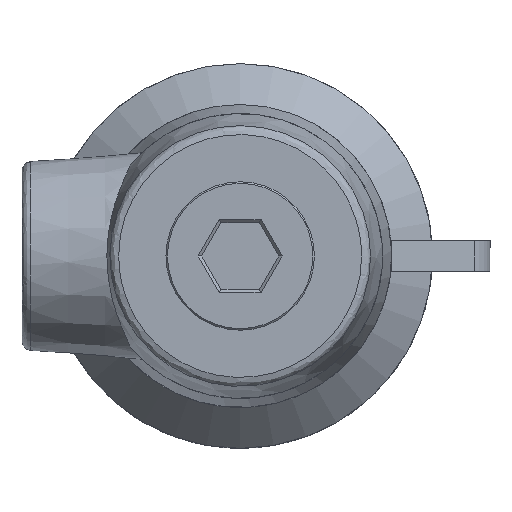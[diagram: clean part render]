
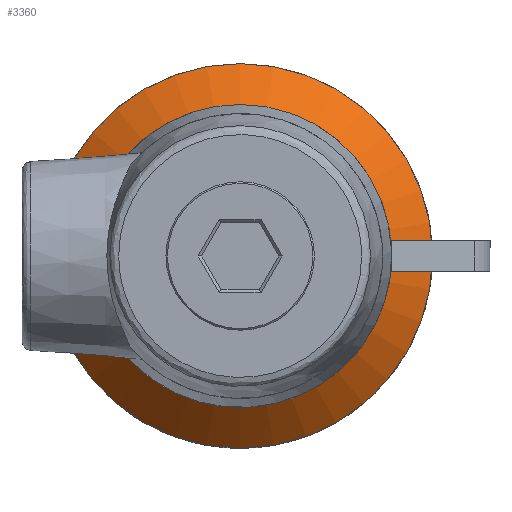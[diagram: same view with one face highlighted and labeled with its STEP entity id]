
A CAD part, left-side view. The second image highlights one B-rep face of the part: STEP entity #3360.
In plain terms, the highlighted conical face has half-angle 45 degrees and reference radius 63.5 mm.
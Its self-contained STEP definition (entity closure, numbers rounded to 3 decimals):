
#279 = CARTESIAN_POINT ( 'NONE',  ( 76.033, -63.5, 0. ) ) ;
#374 = VERTEX_POINT ( 'NONE', #279 ) ;
#412 = ORIENTED_EDGE ( 'NONE', *, *, #987, .F. ) ;
#826 = CARTESIAN_POINT ( 'NONE',  ( 62.533, 0., 50. ) ) ;
#987 = EDGE_CURVE ( 'NONE', #6639, #6639, #4877, .T. ) ;
#1612 = DIRECTION ( 'NONE',  ( 0., 0., -1. ) ) ;
#1859 = DIRECTION ( 'NONE',  ( 0., 0., 1. ) ) ;
#2335 = CARTESIAN_POINT ( 'NONE',  ( 62.533, 0., 0. ) ) ;
#2499 = CARTESIAN_POINT ( 'NONE',  ( 76.033, 0., 0. ) ) ;
#2847 = EDGE_LOOP ( 'NONE', ( #412 ) ) ;
#3180 = AXIS2_PLACEMENT_3D ( 'NONE', #7162, #3382, #1612 ) ;
#3308 = ORIENTED_EDGE ( 'NONE', *, *, #6215, .T. ) ;
#3360 = ADVANCED_FACE ( 'NONE', ( #5859, #4218 ), #5288, .T. ) ;
#3382 = DIRECTION ( 'NONE',  ( 1., 0., 0. ) ) ;
#3956 = CIRCLE ( 'NONE', #6453, 63.5 ) ;
#4218 = FACE_BOUND ( 'NONE', #2847, .T. ) ;
#4877 = CIRCLE ( 'NONE', #6557, 50. ) ;
#5288 = CONICAL_SURFACE ( 'NONE', #3180, 63.5, 0.785 ) ;
#5859 = FACE_OUTER_BOUND ( 'NONE', #6906, .T. ) ;
#6202 = DIRECTION ( 'NONE',  ( -1., 0., 0. ) ) ;
#6215 = EDGE_CURVE ( 'NONE', #374, #374, #3956, .T. ) ;
#6275 = DIRECTION ( 'NONE',  ( -1., 0., 0. ) ) ;
#6453 = AXIS2_PLACEMENT_3D ( 'NONE', #2499, #6275, #7448 ) ;
#6557 = AXIS2_PLACEMENT_3D ( 'NONE', #2335, #6202, #1859 ) ;
#6639 = VERTEX_POINT ( 'NONE', #826 ) ;
#6906 = EDGE_LOOP ( 'NONE', ( #3308 ) ) ;
#7162 = CARTESIAN_POINT ( 'NONE',  ( 76.033, 0., 0. ) ) ;
#7448 = DIRECTION ( 'NONE',  ( 0., -1., 0. ) ) ;
